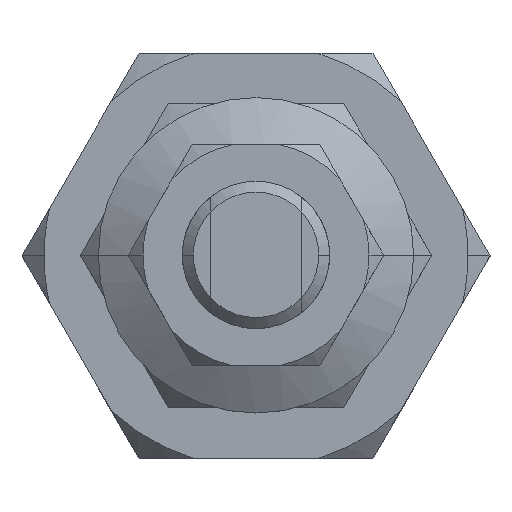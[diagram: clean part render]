
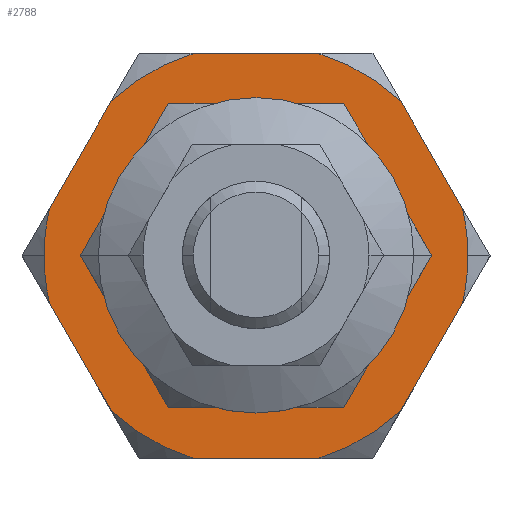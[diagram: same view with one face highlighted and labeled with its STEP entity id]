
A CAD part, top view. The second image highlights one B-rep face of the part: STEP entity #2788.
In plain terms, the highlighted planar face has unit normal (0, 0, 1).
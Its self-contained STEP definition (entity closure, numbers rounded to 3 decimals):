
#1662=CARTESIAN_POINT('',(22.89,0.,-72.698));
#1663=VERTEX_POINT('',#1662);
#1672=CARTESIAN_POINT('',(-13.11,0.,-72.698));
#1673=VERTEX_POINT('',#1672);
#1674=CARTESIAN_POINT('',(4.89,0.,-72.698));
#1675=DIRECTION('',(0.0,0.0,-1.0));
#1676=DIRECTION('',(1.0,0.0,0.0));
#1677=AXIS2_PLACEMENT_3D('',#1674,#1675,#1676);
#1678=CIRCLE('',#1677,18.0);
#1679=EDGE_CURVE('',#1673,#1663,#1678,.T.);
#1826=CARTESIAN_POINT('',(33.644,0.,-72.698));
#1827=VERTEX_POINT('',#1826);
#1836=CARTESIAN_POINT('',(32.906,-6.476,-72.698));
#1837=VERTEX_POINT('',#1836);
#1838=CARTESIAN_POINT('',(4.89,0.,-72.698));
#1839=DIRECTION('',(0.0,0.0,1.0));
#1840=DIRECTION('',(1.0,0.0,0.0));
#1841=AXIS2_PLACEMENT_3D('',#1838,#1839,#1840);
#1842=CIRCLE('',#1841,28.754);
#1843=EDGE_CURVE('',#1837,#1827,#1842,.T.);
#1868=CARTESIAN_POINT('',(-23.864,0.,-72.698));
#1869=VERTEX_POINT('',#1868);
#1876=CARTESIAN_POINT('',(-23.126,-6.476,-72.698));
#1877=VERTEX_POINT('',#1876);
#1891=CARTESIAN_POINT('',(4.89,0.,-72.698));
#1892=DIRECTION('',(0.0,0.0,1.0));
#1893=DIRECTION('',(1.0,0.0,0.0));
#1894=AXIS2_PLACEMENT_3D('',#1891,#1892,#1893);
#1895=CIRCLE('',#1894,28.754);
#1896=EDGE_CURVE('',#1869,#1877,#1895,.T.);
#1907=CARTESIAN_POINT('',(-23.126,6.476,-72.698));
#1908=VERTEX_POINT('',#1907);
#1909=CARTESIAN_POINT('',(4.89,0.,-72.698));
#1910=DIRECTION('',(0.0,0.0,1.0));
#1911=DIRECTION('',(1.0,0.0,0.0));
#1912=AXIS2_PLACEMENT_3D('',#1909,#1910,#1911);
#1913=CIRCLE('',#1912,28.754);
#1914=EDGE_CURVE('',#1908,#1869,#1913,.T.);
#1937=CARTESIAN_POINT('',(-3.51,-27.5,-72.698));
#1938=VERTEX_POINT('',#1937);
#1954=CARTESIAN_POINT('',(-14.726,-21.024,-72.698));
#1955=VERTEX_POINT('',#1954);
#1956=CARTESIAN_POINT('',(4.89,0.,-72.698));
#1957=DIRECTION('',(0.0,0.0,1.0));
#1958=DIRECTION('',(1.0,0.0,0.0));
#1959=AXIS2_PLACEMENT_3D('',#1956,#1957,#1958);
#1960=CIRCLE('',#1959,28.754);
#1961=EDGE_CURVE('',#1955,#1938,#1960,.T.);
#1986=CARTESIAN_POINT('',(-3.51,27.5,-72.698));
#1987=VERTEX_POINT('',#1986);
#2001=CARTESIAN_POINT('',(-14.726,21.024,-72.698));
#2002=VERTEX_POINT('',#2001);
#2016=CARTESIAN_POINT('',(4.89,0.,-72.698));
#2017=DIRECTION('',(0.0,0.0,1.0));
#2018=DIRECTION('',(1.0,0.0,0.0));
#2019=AXIS2_PLACEMENT_3D('',#2016,#2017,#2018);
#2020=CIRCLE('',#2019,28.754);
#2021=EDGE_CURVE('',#1987,#2002,#2020,.T.);
#2033=CARTESIAN_POINT('',(24.506,21.024,-72.698));
#2034=VERTEX_POINT('',#2033);
#2048=CARTESIAN_POINT('',(13.29,27.5,-72.698));
#2049=VERTEX_POINT('',#2048);
#2063=CARTESIAN_POINT('',(4.89,0.,-72.698));
#2064=DIRECTION('',(0.0,0.0,1.0));
#2065=DIRECTION('',(1.0,0.0,0.0));
#2066=AXIS2_PLACEMENT_3D('',#2063,#2064,#2065);
#2067=CIRCLE('',#2066,28.754);
#2068=EDGE_CURVE('',#2034,#2049,#2067,.T.);
#2078=CARTESIAN_POINT('',(24.506,-21.024,-72.698));
#2079=VERTEX_POINT('',#2078);
#2095=CARTESIAN_POINT('',(13.29,-27.5,-72.698));
#2096=VERTEX_POINT('',#2095);
#2097=CARTESIAN_POINT('',(4.89,0.,-72.698));
#2098=DIRECTION('',(0.0,0.0,1.0));
#2099=DIRECTION('',(1.0,0.0,0.0));
#2100=AXIS2_PLACEMENT_3D('',#2097,#2098,#2099);
#2101=CIRCLE('',#2100,28.754);
#2102=EDGE_CURVE('',#2096,#2079,#2101,.T.);
#2126=CARTESIAN_POINT('',(32.906,6.476,-72.698));
#2127=VERTEX_POINT('',#2126);
#2141=CARTESIAN_POINT('',(4.89,0.,-72.698));
#2142=DIRECTION('',(0.0,0.0,1.0));
#2143=DIRECTION('',(1.0,0.0,0.0));
#2144=AXIS2_PLACEMENT_3D('',#2141,#2142,#2143);
#2145=CIRCLE('',#2144,28.754);
#2146=EDGE_CURVE('',#1827,#2127,#2145,.T.);
#2533=CARTESIAN_POINT('',(32.906,-6.476,-72.698));
#2534=DIRECTION('',(-0.5,-0.866,0.0));
#2535=VECTOR('',#2534,16.8);
#2536=LINE('',#2533,#2535);
#2537=EDGE_CURVE('',#1837,#2079,#2536,.T.);
#2569=CARTESIAN_POINT('',(13.29,-27.5,-72.698));
#2570=DIRECTION('',(-1.0,0.0,0.0));
#2571=VECTOR('',#2570,16.8);
#2572=LINE('',#2569,#2571);
#2573=EDGE_CURVE('',#2096,#1938,#2572,.T.);
#2652=CARTESIAN_POINT('',(-14.726,-21.024,-72.698));
#2653=DIRECTION('',(-0.5,0.866,0.0));
#2654=VECTOR('',#2653,16.8);
#2655=LINE('',#2652,#2654);
#2656=EDGE_CURVE('',#1955,#1877,#2655,.T.);
#2680=CARTESIAN_POINT('',(4.89,0.,-72.698));
#2681=DIRECTION('',(0.0,0.0,-1.0));
#2682=DIRECTION('',(1.0,0.0,0.0));
#2683=AXIS2_PLACEMENT_3D('',#2680,#2681,#2682);
#2684=CIRCLE('',#2683,18.0);
#2685=EDGE_CURVE('',#1663,#1673,#2684,.T.);
#2712=CARTESIAN_POINT('',(-3.51,27.5,-72.698));
#2713=DIRECTION('',(1.0,0.0,0.0));
#2714=VECTOR('',#2713,16.8);
#2715=LINE('',#2712,#2714);
#2716=EDGE_CURVE('',#1987,#2049,#2715,.T.);
#2733=CARTESIAN_POINT('',(24.506,21.024,-72.698));
#2734=DIRECTION('',(0.5,-0.866,0.0));
#2735=VECTOR('',#2734,16.8);
#2736=LINE('',#2733,#2735);
#2737=EDGE_CURVE('',#2034,#2127,#2736,.T.);
#2754=CARTESIAN_POINT('',(-23.126,6.476,-72.698));
#2755=DIRECTION('',(0.5,0.866,0.0));
#2756=VECTOR('',#2755,16.8);
#2757=LINE('',#2754,#2756);
#2758=EDGE_CURVE('',#1908,#2002,#2757,.T.);
#2763=CARTESIAN_POINT('',(-10.987,27.5,-72.698));
#2764=DIRECTION('',(0.0,0.0,-1.0));
#2765=DIRECTION('',(-1.0,0.0,0.0));
#2766=AXIS2_PLACEMENT_3D('',#2763,#2764,#2765);
#2767=PLANE('',#2766);
#2768=ORIENTED_EDGE('',*,*,#1843,.T.);
#2769=ORIENTED_EDGE('',*,*,#2146,.T.);
#2770=ORIENTED_EDGE('',*,*,#2737,.F.);
#2771=ORIENTED_EDGE('',*,*,#2068,.T.);
#2772=ORIENTED_EDGE('',*,*,#2716,.F.);
#2773=ORIENTED_EDGE('',*,*,#2021,.T.);
#2774=ORIENTED_EDGE('',*,*,#2758,.F.);
#2775=ORIENTED_EDGE('',*,*,#1914,.T.);
#2776=ORIENTED_EDGE('',*,*,#1896,.T.);
#2777=ORIENTED_EDGE('',*,*,#2656,.F.);
#2778=ORIENTED_EDGE('',*,*,#1961,.T.);
#2779=ORIENTED_EDGE('',*,*,#2573,.F.);
#2780=ORIENTED_EDGE('',*,*,#2102,.T.);
#2781=ORIENTED_EDGE('',*,*,#2537,.F.);
#2782=EDGE_LOOP('',(#2768,#2769,#2770,#2771,#2772,#2773,#2774,#2775,#2776,#2777,#2778,#2779,#2780,#2781));
#2783=FACE_OUTER_BOUND('',#2782,.T.);
#2784=ORIENTED_EDGE('',*,*,#2685,.T.);
#2785=ORIENTED_EDGE('',*,*,#1679,.T.);
#2786=EDGE_LOOP('',(#2784,#2785));
#2787=FACE_BOUND('',#2786,.T.);
#2788=ADVANCED_FACE('',(#2783,#2787),#2767,.F.);
